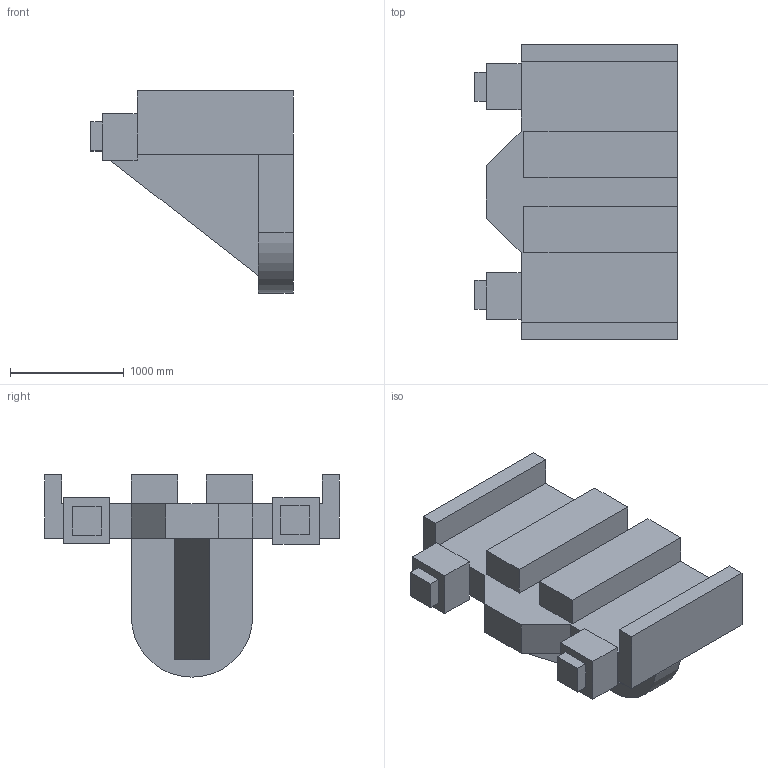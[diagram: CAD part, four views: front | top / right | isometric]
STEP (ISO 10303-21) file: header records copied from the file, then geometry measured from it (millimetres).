
FILE_DESCRIPTION(/* description */ ('STEP AP242','CAx-IF Rec.Pracs.---Representation and Presentation of Product Manufacturing Information (PMI)---4.0---2014-10-13','CAx-IF Rec.Pracs.---3D Tessellated Geometry---0.4---2014-09-14','2;1'),/* implementation_level */ '2;1');
FILE_NAME(/* name */ '66822e34ff21af1d9a2e43ac',/* time_stamp */ '2024-07-01T04:19:01Z',/* author */ (''),/* organization */ (''),/* preprocessor_version */ 'ST-DEVELOPER v20',/* originating_system */ ' ',/* authorisation */ ' ');
FILE_SCHEMA (('AP242_MANAGED_MODEL_BASED_3D_ENGINEERING_MIM_LF { 1 0 10303 442 1 1 4 }'));
Length unit declared in the file: metre
Products named in the file (1): STARTINGOUT
Bounding box: 1778 x 2590.8 x 1778 mm (x, y, z)
Volume: 2200213507.4 mm3; surface area: 19057639.4 mm2
Topology: 1 solids, 1 shells, 57 faces, 155 edges, 102 vertices
Faces by surface type: plane 54, cylinder 2, cone 1
Full cylindrical faces by diameter (mm): 711.2 x1
Entity records: 2062 total; most frequent: CARTESIAN_POINT 322, ORIENTED_EDGE 302, DIRECTION 267, EDGE_CURVE 151, LINE 143, VECTOR 143, VERTEX_POINT 101, FACE_BOUND 62
